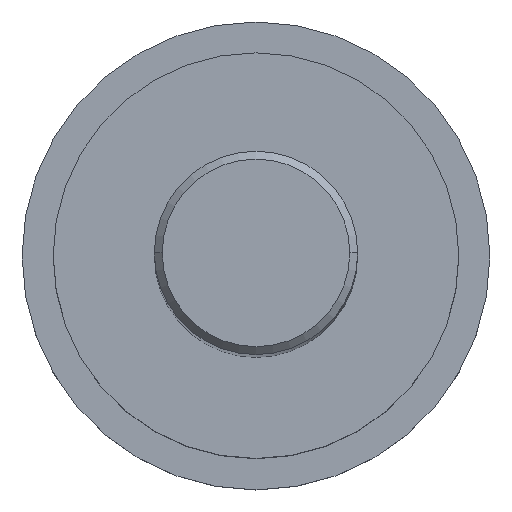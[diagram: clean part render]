
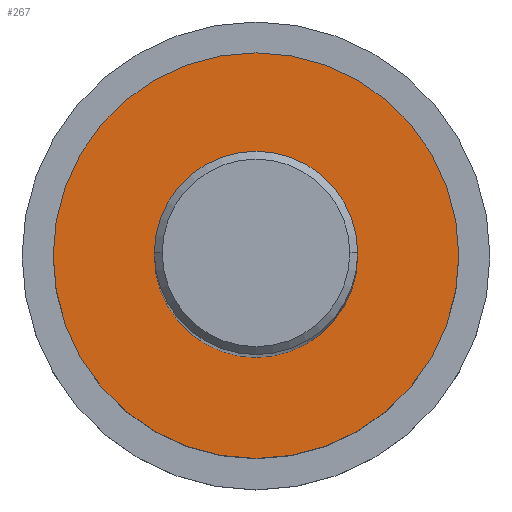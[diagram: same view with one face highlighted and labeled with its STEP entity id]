
A CAD part, top view. The second image highlights one B-rep face of the part: STEP entity #267.
In plain terms, the highlighted planar face has unit normal (0, 0, 1).
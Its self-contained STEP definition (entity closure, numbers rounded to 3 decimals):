
#6 = CARTESIAN_POINT ( 'NONE',  ( -25.575, 0., 30. ) ) ;
#21 = EDGE_CURVE ( 'NONE', #77, #157, #46, .T. ) ;
#24 = CIRCLE ( 'NONE', #95, 12.825 ) ;
#35 = VERTEX_POINT ( 'NONE', #6 ) ;
#36 = CARTESIAN_POINT ( 'NONE',  ( 0., 0., 30. ) ) ;
#46 = CIRCLE ( 'NONE', #385, 12.825 ) ;
#49 = FACE_BOUND ( 'NONE', #191, .T. ) ;
#52 = DIRECTION ( 'NONE',  ( 0., 0., 1. ) ) ;
#57 = DIRECTION ( 'NONE',  ( 0., 0., 1. ) ) ;
#64 = DIRECTION ( 'NONE',  ( 1., 0., 0. ) ) ;
#65 = DIRECTION ( 'NONE',  ( 1., 0., 0. ) ) ;
#77 = VERTEX_POINT ( 'NONE', #219 ) ;
#82 = EDGE_CURVE ( 'NONE', #157, #77, #24, .T. ) ;
#95 = AXIS2_PLACEMENT_3D ( 'NONE', #36, #335, #65 ) ;
#107 = CARTESIAN_POINT ( 'NONE',  ( 0., 0., 30. ) ) ;
#122 = CIRCLE ( 'NONE', #348, 25.575 ) ;
#133 = PLANE ( 'NONE',  #334 ) ;
#136 = CIRCLE ( 'NONE', #213, 25.575 ) ;
#157 = VERTEX_POINT ( 'NONE', #377 ) ;
#180 = DIRECTION ( 'NONE',  ( 1., 0., 0. ) ) ;
#186 = ORIENTED_EDGE ( 'NONE', *, *, #82, .F. ) ;
#191 = EDGE_LOOP ( 'NONE', ( #186, #250 ) ) ;
#213 = AXIS2_PLACEMENT_3D ( 'NONE', #107, #52, #355 ) ;
#216 = CARTESIAN_POINT ( 'NONE',  ( 0., 0., 30. ) ) ;
#219 = CARTESIAN_POINT ( 'NONE',  ( 12.825, 0., 30. ) ) ;
#228 = ORIENTED_EDGE ( 'NONE', *, *, #230, .T. ) ;
#230 = EDGE_CURVE ( 'NONE', #35, #372, #136, .T. ) ;
#235 = CARTESIAN_POINT ( 'NONE',  ( 0., 0., 30. ) ) ;
#239 = CARTESIAN_POINT ( 'NONE',  ( 0., 0., 30. ) ) ;
#250 = ORIENTED_EDGE ( 'NONE', *, *, #21, .F. ) ;
#260 = FACE_OUTER_BOUND ( 'NONE', #325, .T. ) ;
#262 = ORIENTED_EDGE ( 'NONE', *, *, #373, .T. ) ;
#267 = ADVANCED_FACE ( 'NONE', ( #49, #260 ), #133, .T. ) ;
#274 = CARTESIAN_POINT ( 'NONE',  ( 25.575, 0., 30. ) ) ;
#325 = EDGE_LOOP ( 'NONE', ( #228, #262 ) ) ;
#334 = AXIS2_PLACEMENT_3D ( 'NONE', #235, #383, #389 ) ;
#335 = DIRECTION ( 'NONE',  ( 0., 0., 1. ) ) ;
#338 = DIRECTION ( 'NONE',  ( 0., 0., 1. ) ) ;
#348 = AXIS2_PLACEMENT_3D ( 'NONE', #216, #338, #64 ) ;
#355 = DIRECTION ( 'NONE',  ( 1., 0., 0. ) ) ;
#372 = VERTEX_POINT ( 'NONE', #274 ) ;
#373 = EDGE_CURVE ( 'NONE', #372, #35, #122, .T. ) ;
#377 = CARTESIAN_POINT ( 'NONE',  ( -12.825, 0., 30. ) ) ;
#383 = DIRECTION ( 'NONE',  ( 0., 0., 1. ) ) ;
#385 = AXIS2_PLACEMENT_3D ( 'NONE', #239, #57, #180 ) ;
#389 = DIRECTION ( 'NONE',  ( 1., 0., 0. ) ) ;
